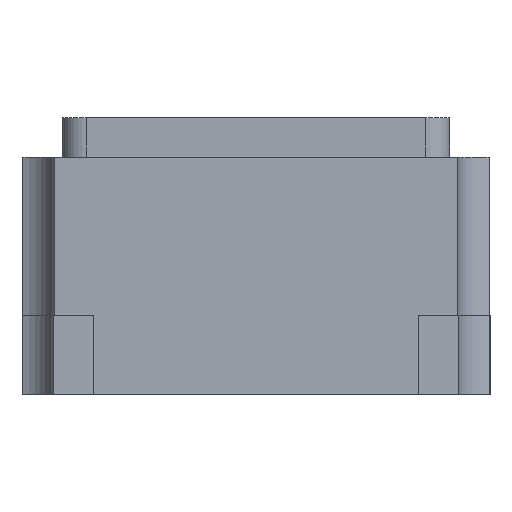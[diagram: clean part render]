
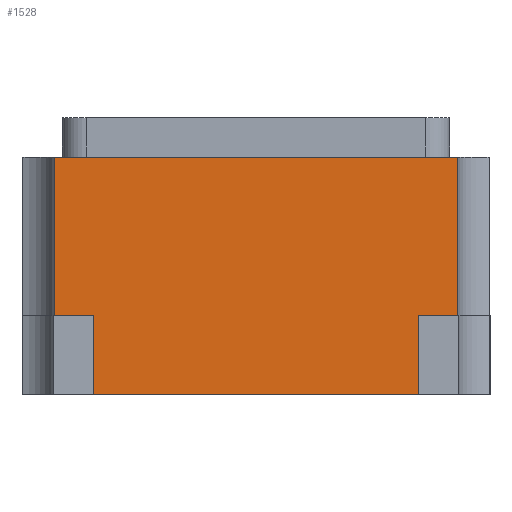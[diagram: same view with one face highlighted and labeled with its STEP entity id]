
A CAD part, left-side view. The second image highlights one B-rep face of the part: STEP entity #1528.
In plain terms, the highlighted planar face has unit normal (-1, 0, 0).
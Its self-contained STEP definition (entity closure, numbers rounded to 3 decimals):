
#1528 = ADVANCED_FACE('',(#1529),#1595,.F.);
#1529 = FACE_BOUND('',#1530,.T.);
#1530 = EDGE_LOOP('',(#1531,#1541,#1549,#1557,#1565,#1573,#1581,#1589));
#1531 = ORIENTED_EDGE('',*,*,#1532,.F.);
#1532 = EDGE_CURVE('',#1533,#1535,#1537,.T.);
#1533 = VERTEX_POINT('',#1534);
#1534 = CARTESIAN_POINT('',(-1.6,0.565,0.));
#1535 = VERTEX_POINT('',#1536);
#1536 = CARTESIAN_POINT('',(-1.6,0.565,0.254));
#1537 = LINE('',#1538,#1539);
#1538 = CARTESIAN_POINT('',(-1.6,0.565,0.));
#1539 = VECTOR('',#1540,1.);
#1540 = DIRECTION('',(0.,0.,1.));
#1541 = ORIENTED_EDGE('',*,*,#1542,.T.);
#1542 = EDGE_CURVE('',#1533,#1543,#1545,.T.);
#1543 = VERTEX_POINT('',#1544);
#1544 = CARTESIAN_POINT('',(-1.6,-0.476,0.));
#1545 = LINE('',#1546,#1547);
#1546 = CARTESIAN_POINT('',(-1.6,0.794,0.));
#1547 = VECTOR('',#1548,1.);
#1548 = DIRECTION('',(0.,-1.,0.));
#1549 = ORIENTED_EDGE('',*,*,#1550,.T.);
#1550 = EDGE_CURVE('',#1543,#1551,#1553,.T.);
#1551 = VERTEX_POINT('',#1552);
#1552 = CARTESIAN_POINT('',(-1.6,-0.476,0.254));
#1553 = LINE('',#1554,#1555);
#1554 = CARTESIAN_POINT('',(-1.6,-0.476,0.));
#1555 = VECTOR('',#1556,1.);
#1556 = DIRECTION('',(0.,0.,1.));
#1557 = ORIENTED_EDGE('',*,*,#1558,.F.);
#1558 = EDGE_CURVE('',#1559,#1551,#1561,.T.);
#1559 = VERTEX_POINT('',#1560);
#1560 = CARTESIAN_POINT('',(-1.6,-0.603,0.254));
#1561 = LINE('',#1562,#1563);
#1562 = CARTESIAN_POINT('',(-1.6,-0.476,0.254));
#1563 = VECTOR('',#1564,1.);
#1564 = DIRECTION('',(0.,1.,0.));
#1565 = ORIENTED_EDGE('',*,*,#1566,.F.);
#1566 = EDGE_CURVE('',#1567,#1559,#1569,.T.);
#1567 = VERTEX_POINT('',#1568);
#1568 = CARTESIAN_POINT('',(-1.6,-0.603,0.762));
#1569 = LINE('',#1570,#1571);
#1570 = CARTESIAN_POINT('',(-1.6,-0.603,0.889));
#1571 = VECTOR('',#1572,1.);
#1572 = DIRECTION('',(0.,0.,-1.));
#1573 = ORIENTED_EDGE('',*,*,#1574,.T.);
#1574 = EDGE_CURVE('',#1567,#1575,#1577,.T.);
#1575 = VERTEX_POINT('',#1576);
#1576 = CARTESIAN_POINT('',(-1.6,0.692,0.762));
#1577 = LINE('',#1578,#1579);
#1578 = CARTESIAN_POINT('',(-1.6,-0.705,0.762));
#1579 = VECTOR('',#1580,1.);
#1580 = DIRECTION('',(0.,1.,0.));
#1581 = ORIENTED_EDGE('',*,*,#1582,.F.);
#1582 = EDGE_CURVE('',#1583,#1575,#1585,.T.);
#1583 = VERTEX_POINT('',#1584);
#1584 = CARTESIAN_POINT('',(-1.6,0.692,0.254));
#1585 = LINE('',#1586,#1587);
#1586 = CARTESIAN_POINT('',(-1.6,0.692,0.889));
#1587 = VECTOR('',#1588,1.);
#1588 = DIRECTION('',(0.,0.,1.));
#1589 = ORIENTED_EDGE('',*,*,#1590,.T.);
#1590 = EDGE_CURVE('',#1583,#1535,#1591,.T.);
#1591 = LINE('',#1592,#1593);
#1592 = CARTESIAN_POINT('',(-1.6,0.565,0.254));
#1593 = VECTOR('',#1594,1.);
#1594 = DIRECTION('',(0.,-1.,0.));
#1595 = PLANE('',#1596);
#1596 = AXIS2_PLACEMENT_3D('',#1597,#1598,#1599);
#1597 = CARTESIAN_POINT('',(-1.6,0.794,0.889));
#1598 = DIRECTION('',(1.,0.,0.));
#1599 = DIRECTION('',(0.,1.,0.));
